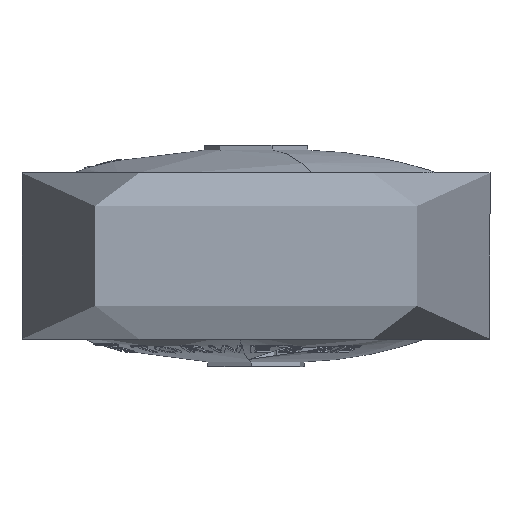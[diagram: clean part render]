
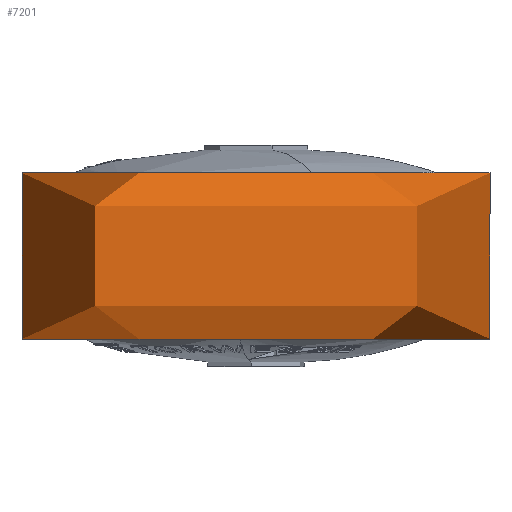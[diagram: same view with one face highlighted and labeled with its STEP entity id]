
A CAD part, left-side view. The second image highlights one B-rep face of the part: STEP entity #7201.
In plain terms, the highlighted free-form (B-spline) face has degree [3, 3] with [4, 4] control points.
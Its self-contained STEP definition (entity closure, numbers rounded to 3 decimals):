
#593 = ORIENTED_EDGE ( 'NONE', *, *, #7854, .F. ) ;
#655 = CARTESIAN_POINT ( 'NONE',  ( 0., -40.5, 15. ) ) ;
#1158 = CARTESIAN_POINT ( 'NONE',  ( -115.5, 17.25, -15. ) ) ;
#1742 = CARTESIAN_POINT ( 'NONE',  ( 0., -40.5, -15. ) ) ;
#2726 =( BOUNDED_SURFACE ( )  B_SPLINE_SURFACE ( 3, 3, ( 
 ( #3410, #23857, #17772, #11572 ),
 ( #25935, #1158, #5474, #26026 ),
 ( #15540, #11301, #9585, #9228 ),
 ( #3229, #25655, #19655, #11664 ) ),
 .UNSPECIFIED., .F., .F., .F. ) 
 B_SPLINE_SURFACE_WITH_KNOTS ( ( 4, 4 ),
 ( 4, 4 ),
 ( 0., 1. ),
 ( 0., 1. ),
 .UNSPECIFIED. ) 
 GEOMETRIC_REPRESENTATION_ITEM ( )  RATIONAL_B_SPLINE_SURFACE ( (
 ( 1., 0.333, 0.333, 1.),
 ( 0.333, 0.111, 0.111, 0.333),
 ( 0.333, 0.111, 0.111, 0.333),
 ( 1., 0.333, 0.333, 1.) ) ) 
 REPRESENTATION_ITEM ( '' )  SURFACE ( )  );
#3229 = CARTESIAN_POINT ( 'NONE',  ( 0., 1.75, 15. ) ) ;
#3410 = CARTESIAN_POINT ( 'NONE',  ( 0., 1.75, -15. ) ) ;
#3841 = CIRCLE ( 'NONE', #23114, 42.25 ) ;
#4721 = DIRECTION ( 'NONE',  ( 0., 0., 1. ) ) ;
#5474 = CARTESIAN_POINT ( 'NONE',  ( -115.5, -98.25, -15. ) ) ;
#6577 = CARTESIAN_POINT ( 'NONE',  ( 0., 1.75, -15. ) ) ;
#6992 = VERTEX_POINT ( 'NONE', #18236 ) ;
#7201 = ADVANCED_FACE ( 'NONE', ( #25570 ), #2726, .F. ) ;
#7488 = CARTESIAN_POINT ( 'NONE',  ( 0., -82.75, -15. ) ) ;
#7854 = EDGE_CURVE ( 'NONE', #6992, #22344, #17536, .T. ) ;
#9060 = CARTESIAN_POINT ( 'NONE',  ( 0., -82.75, 15. ) ) ;
#9228 = CARTESIAN_POINT ( 'NONE',  ( 0., -98.25, 15. ) ) ;
#9585 = CARTESIAN_POINT ( 'NONE',  ( -115.5, -98.25, 15. ) ) ;
#11078 = DIRECTION ( 'NONE',  ( 0., 1., 0. ) ) ;
#11301 = CARTESIAN_POINT ( 'NONE',  ( -115.5, 17.25, 15. ) ) ;
#11572 = CARTESIAN_POINT ( 'NONE',  ( 0., -82.75, -15. ) ) ;
#11664 = CARTESIAN_POINT ( 'NONE',  ( 0., -82.75, 15. ) ) ;
#14126 = EDGE_CURVE ( 'NONE', #15339, #26522, #26598, .T. ) ;
#14876 = ORIENTED_EDGE ( 'NONE', *, *, #14126, .T. ) ;
#15339 = VERTEX_POINT ( 'NONE', #7488 ) ;
#15540 = CARTESIAN_POINT ( 'NONE',  ( 0., 17.25, 15. ) ) ;
#15549 = CIRCLE ( 'NONE', #22525, 42.25 ) ;
#16768 = ORIENTED_EDGE ( 'NONE', *, *, #25834, .F. ) ;
#16915 = EDGE_CURVE ( 'NONE', #6992, #15339, #15549, .T. ) ;
#17174 = CARTESIAN_POINT ( 'NONE',  ( 0., 1.75, 15. ) ) ;
#17375 = CARTESIAN_POINT ( 'NONE',  ( 0., -82.75, 15. ) ) ;
#17536 =( BOUNDED_CURVE ( )  B_SPLINE_CURVE ( 3, ( #6577, #18893, #23274, #17174 ),
 .UNSPECIFIED., .F., .T. ) 
 B_SPLINE_CURVE_WITH_KNOTS ( ( 4, 4 ),
 ( 0., 3.142 ),
 .UNSPECIFIED. ) 
 CURVE ( )  GEOMETRIC_REPRESENTATION_ITEM ( )  RATIONAL_B_SPLINE_CURVE ( ( 1., 0.333, 0.333, 1. ) ) 
 REPRESENTATION_ITEM ( '' )  );
#17602 = CARTESIAN_POINT ( 'NONE',  ( 0., -82.75, -15. ) ) ;
#17772 = CARTESIAN_POINT ( 'NONE',  ( -84.5, -82.75, -15. ) ) ;
#18236 = CARTESIAN_POINT ( 'NONE',  ( 0., 1.75, -15. ) ) ;
#18893 = CARTESIAN_POINT ( 'NONE',  ( 0., 17.25, -15. ) ) ;
#19234 = EDGE_LOOP ( 'NONE', ( #20895, #14876, #16768, #593 ) ) ;
#19655 = CARTESIAN_POINT ( 'NONE',  ( -84.5, -82.75, 15. ) ) ;
#19664 = CARTESIAN_POINT ( 'NONE',  ( 0., 1.75, 15. ) ) ;
#20895 = ORIENTED_EDGE ( 'NONE', *, *, #16915, .T. ) ;
#22344 = VERTEX_POINT ( 'NONE', #19664 ) ;
#22525 = AXIS2_PLACEMENT_3D ( 'NONE', #1742, #24352, #24630 ) ;
#23114 = AXIS2_PLACEMENT_3D ( 'NONE', #655, #4721, #11078 ) ;
#23274 = CARTESIAN_POINT ( 'NONE',  ( 0., 17.25, 15. ) ) ;
#23857 = CARTESIAN_POINT ( 'NONE',  ( -84.5, 1.75, -15. ) ) ;
#24352 = DIRECTION ( 'NONE',  ( 0., 0., 1. ) ) ;
#24630 = DIRECTION ( 'NONE',  ( 0., 1., 0. ) ) ;
#25570 = FACE_OUTER_BOUND ( 'NONE', #19234, .T. ) ;
#25655 = CARTESIAN_POINT ( 'NONE',  ( -84.5, 1.75, 15. ) ) ;
#25662 = CARTESIAN_POINT ( 'NONE',  ( 0., -98.25, -15. ) ) ;
#25756 = CARTESIAN_POINT ( 'NONE',  ( 0., -98.25, 15. ) ) ;
#25834 = EDGE_CURVE ( 'NONE', #22344, #26522, #3841, .T. ) ;
#25935 = CARTESIAN_POINT ( 'NONE',  ( 0., 17.25, -15. ) ) ;
#26026 = CARTESIAN_POINT ( 'NONE',  ( 0., -98.25, -15. ) ) ;
#26522 = VERTEX_POINT ( 'NONE', #17375 ) ;
#26598 =( BOUNDED_CURVE ( )  B_SPLINE_CURVE ( 3, ( #17602, #25662, #25756, #9060 ),
 .UNSPECIFIED., .F., .F. ) 
 B_SPLINE_CURVE_WITH_KNOTS ( ( 4, 4 ),
 ( 0., 3.142 ),
 .UNSPECIFIED. ) 
 CURVE ( )  GEOMETRIC_REPRESENTATION_ITEM ( )  RATIONAL_B_SPLINE_CURVE ( ( 1., 0.333, 0.333, 1. ) ) 
 REPRESENTATION_ITEM ( '' )  );
